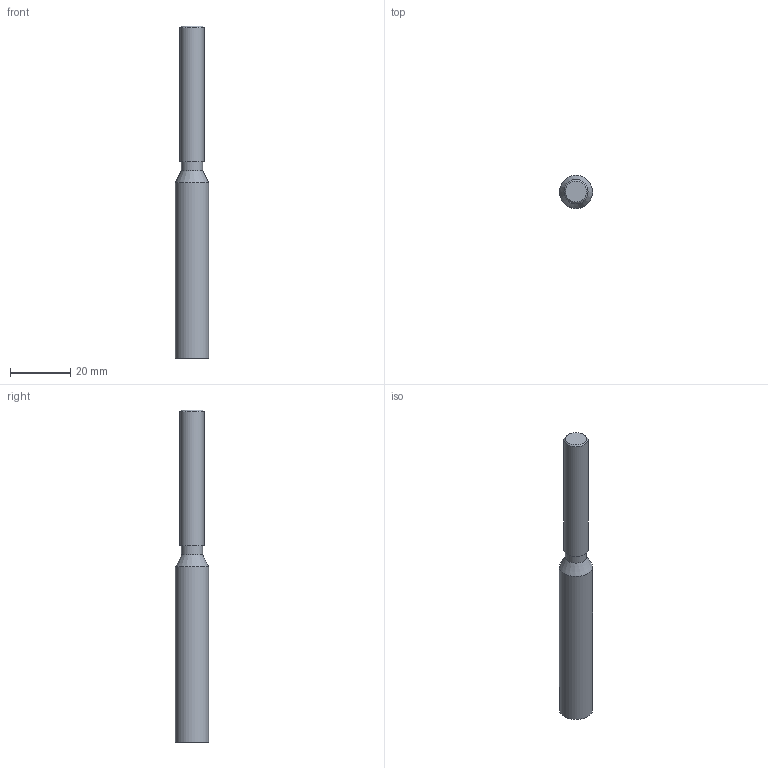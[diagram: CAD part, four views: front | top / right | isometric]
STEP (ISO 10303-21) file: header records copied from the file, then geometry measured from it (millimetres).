
FILE_DESCRIPTION (( 'STEP AP203' ), '1' );
FILE_NAME ('101000808-GL.step', '2023-08-16T14:49:52', ( '' ), ( '' ), 'SwSTEP 2.0', 'SolidWorks 2018', '' );
FILE_SCHEMA (( 'CONFIG_CONTROL_DESIGN' ));
Length unit declared in the file: millimetre
Products named in the file (1): 101000808-GL
Bounding box: 11 x 11 x 110 mm (x, y, z)
Volume: 5391.2 mm3; surface area: 4787.2 mm2
Topology: 1 solids, 1 shells, 259 faces, 670 edges, 446 vertices
Faces by surface type: bspline 136, plane 83, cylinder 36, cone 4
Full cylindrical faces by diameter (mm): 7 x1, 8 x1, 8.3 x1, 11 x1
Entity records: 13904 total; most frequent: CARTESIAN_POINT 8421, ORIENTED_EDGE 1316, DIRECTION 716, EDGE_CURVE 658, VERTEX_POINT 442, EDGE_LOOP 300, LINE 288, VECTOR 288
